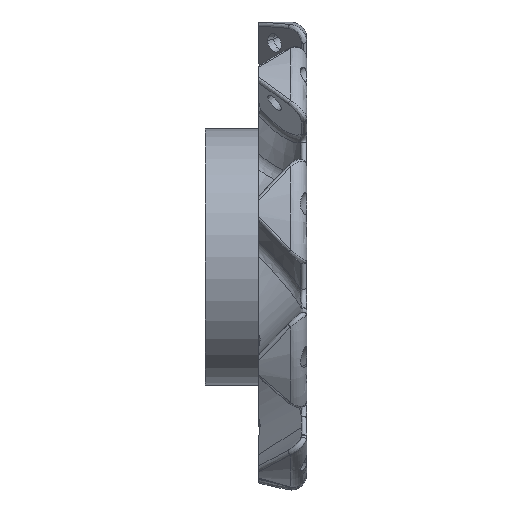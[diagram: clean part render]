
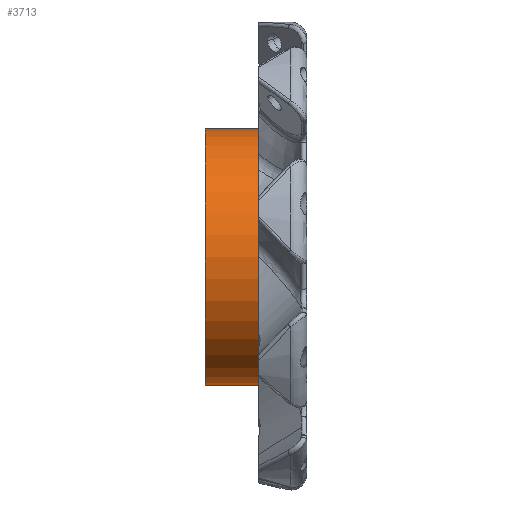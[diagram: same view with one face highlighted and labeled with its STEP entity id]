
A CAD part, left-side view. The second image highlights one B-rep face of the part: STEP entity #3713.
In plain terms, the highlighted cylindrical face has radius 24 mm (diameter 48 mm), a partial arc.
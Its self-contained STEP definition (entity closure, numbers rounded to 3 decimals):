
#521 = CARTESIAN_POINT ( 'NONE',  ( 0., -8., 0. ) ) ;
#798 = CIRCLE ( 'NONE', #9587, 24. ) ;
#1167 = DIRECTION ( 'NONE',  ( 0., 1., 0. ) ) ;
#1178 = CARTESIAN_POINT ( 'NONE',  ( 0., -8., 24. ) ) ;
#1183 = ORIENTED_EDGE ( 'NONE', *, *, #6118, .T. ) ;
#1205 = AXIS2_PLACEMENT_3D ( 'NONE', #4869, #9301, #4738 ) ;
#1291 = LINE ( 'NONE', #9483, #3566 ) ;
#1396 = AXIS2_PLACEMENT_3D ( 'NONE', #521, #11647, #6171 ) ;
#1622 = CARTESIAN_POINT ( 'NONE',  ( 0., 2., -24. ) ) ;
#2937 = VERTEX_POINT ( 'NONE', #7527 ) ;
#3403 = CARTESIAN_POINT ( 'NONE',  ( 0., -8., 0. ) ) ;
#3566 = VECTOR ( 'NONE', #1167, 1000. ) ;
#3713 = ADVANCED_FACE ( 'NONE', ( #7999 ), #4232, .T. ) ;
#3787 = ORIENTED_EDGE ( 'NONE', *, *, #3869, .F. ) ;
#3869 = EDGE_CURVE ( 'NONE', #10475, #8153, #1291, .T. ) ;
#3870 = CARTESIAN_POINT ( 'NONE',  ( 0., 2., 24. ) ) ;
#4193 = EDGE_CURVE ( 'NONE', #5008, #8153, #5120, .T. ) ;
#4232 = CYLINDRICAL_SURFACE ( 'NONE', #1396, 24. ) ;
#4738 = DIRECTION ( 'NONE',  ( 0., 0., 1. ) ) ;
#4869 = CARTESIAN_POINT ( 'NONE',  ( 0., 2., 0. ) ) ;
#5000 = DIRECTION ( 'NONE',  ( 0., 1., 0. ) ) ;
#5008 = VERTEX_POINT ( 'NONE', #3870 ) ;
#5120 = CIRCLE ( 'NONE', #1205, 24. ) ;
#5900 = EDGE_LOOP ( 'NONE', ( #3787, #10168, #1183, #9278 ) ) ;
#6118 = EDGE_CURVE ( 'NONE', #2937, #5008, #8830, .T. ) ;
#6171 = DIRECTION ( 'NONE',  ( 0., 0., 1. ) ) ;
#7137 = DIRECTION ( 'NONE',  ( 0., 0., 1. ) ) ;
#7490 = VECTOR ( 'NONE', #5000, 1000. ) ;
#7527 = CARTESIAN_POINT ( 'NONE',  ( 0., -8., 24. ) ) ;
#7999 = FACE_OUTER_BOUND ( 'NONE', #5900, .T. ) ;
#8151 = DIRECTION ( 'NONE',  ( 0., 1., 0. ) ) ;
#8153 = VERTEX_POINT ( 'NONE', #1622 ) ;
#8830 = LINE ( 'NONE', #1178, #7490 ) ;
#9278 = ORIENTED_EDGE ( 'NONE', *, *, #4193, .T. ) ;
#9301 = DIRECTION ( 'NONE',  ( 0., -1., 0. ) ) ;
#9483 = CARTESIAN_POINT ( 'NONE',  ( 0., -8., -24. ) ) ;
#9512 = CARTESIAN_POINT ( 'NONE',  ( 0., -8., -24. ) ) ;
#9587 = AXIS2_PLACEMENT_3D ( 'NONE', #3403, #8151, #7137 ) ;
#10168 = ORIENTED_EDGE ( 'NONE', *, *, #11330, .T. ) ;
#10475 = VERTEX_POINT ( 'NONE', #9512 ) ;
#11330 = EDGE_CURVE ( 'NONE', #10475, #2937, #798, .T. ) ;
#11647 = DIRECTION ( 'NONE',  ( 0., 1., 0. ) ) ;
